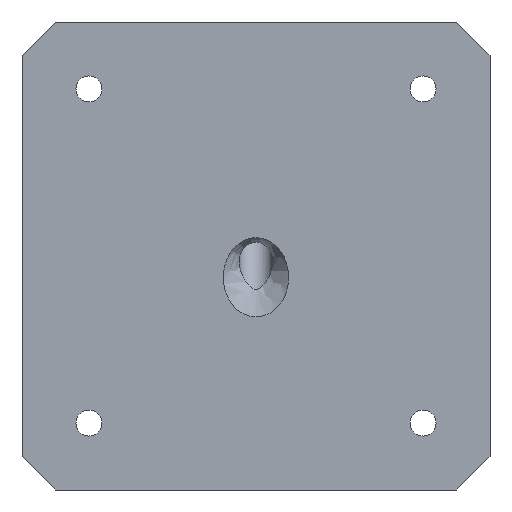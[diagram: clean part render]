
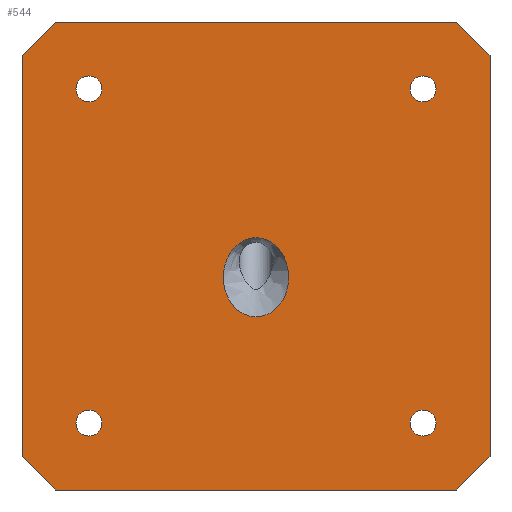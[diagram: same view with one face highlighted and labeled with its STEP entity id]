
A CAD part, front view. The second image highlights one B-rep face of the part: STEP entity #544.
In plain terms, the highlighted planar face has unit normal (0, -1, 0).
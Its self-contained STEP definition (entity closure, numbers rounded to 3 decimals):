
#23=FACE_BOUND('',#115,.T.);
#24=FACE_BOUND('',#116,.T.);
#25=FACE_BOUND('',#117,.T.);
#26=FACE_BOUND('',#118,.T.);
#27=FACE_BOUND('',#119,.T.);
#35=PLANE('',#600);
#58=CIRCLE('',#601,1.55);
#59=CIRCLE('',#602,1.55);
#60=CIRCLE('',#603,1.55);
#61=CIRCLE('',#604,1.55);
#81=FACE_OUTER_BOUND('',#114,.T.);
#114=EDGE_LOOP('',(#401,#402,#403,#404,#405,#406,#407,#408));
#115=EDGE_LOOP('',(#409));
#116=EDGE_LOOP('',(#410));
#117=EDGE_LOOP('',(#411));
#118=EDGE_LOOP('',(#412));
#119=EDGE_LOOP('',(#413));
#159=B_SPLINE_CURVE_WITH_KNOTS('',3,(#928,#929,#930,#931,#932,#933,#934,
#935,#936,#937,#938,#939,#940,#941,#942,#943,#944,#945,#946,#947,#948,#949,
#950,#951),.UNSPECIFIED.,.T.,.F.,(4,1,1,1,1,1,1,1,1,1,1,1,1,1,1,1,1,1,1,
1,1,4),(-3.142,-2.917,-2.693,-2.468,
-2.244,-1.795,-1.346,-0.898,
-0.673,-0.449,-0.15,0.15,
0.449,0.748,1.047,1.346,1.795,
2.244,2.468,2.693,2.917,3.142),
 .UNSPECIFIED.);
#162=LINE('',#959,#217);
#163=LINE('',#961,#218);
#164=LINE('',#963,#219);
#165=LINE('',#965,#220);
#166=LINE('',#967,#221);
#167=LINE('',#969,#222);
#168=LINE('',#971,#223);
#169=LINE('',#972,#224);
#217=VECTOR('',#656,10.);
#218=VECTOR('',#657,10.);
#219=VECTOR('',#658,10.);
#220=VECTOR('',#659,10.);
#221=VECTOR('',#660,10.);
#222=VECTOR('',#661,10.);
#223=VECTOR('',#662,10.);
#224=VECTOR('',#663,10.);
#270=VERTEX_POINT('',#896);
#274=VERTEX_POINT('',#957);
#275=VERTEX_POINT('',#958);
#276=VERTEX_POINT('',#960);
#277=VERTEX_POINT('',#962);
#278=VERTEX_POINT('',#964);
#279=VERTEX_POINT('',#966);
#280=VERTEX_POINT('',#968);
#281=VERTEX_POINT('',#970);
#282=VERTEX_POINT('',#973);
#283=VERTEX_POINT('',#975);
#284=VERTEX_POINT('',#977);
#285=VERTEX_POINT('',#979);
#319=EDGE_CURVE('',#270,#270,#159,.T.);
#322=EDGE_CURVE('',#274,#275,#162,.T.);
#323=EDGE_CURVE('',#276,#274,#163,.T.);
#324=EDGE_CURVE('',#277,#276,#164,.T.);
#325=EDGE_CURVE('',#278,#277,#165,.T.);
#326=EDGE_CURVE('',#279,#278,#166,.T.);
#327=EDGE_CURVE('',#280,#279,#167,.T.);
#328=EDGE_CURVE('',#281,#280,#168,.T.);
#329=EDGE_CURVE('',#275,#281,#169,.T.);
#330=EDGE_CURVE('',#282,#282,#58,.T.);
#331=EDGE_CURVE('',#283,#283,#59,.T.);
#332=EDGE_CURVE('',#284,#284,#60,.T.);
#333=EDGE_CURVE('',#285,#285,#61,.T.);
#401=ORIENTED_EDGE('',*,*,#322,.F.);
#402=ORIENTED_EDGE('',*,*,#323,.F.);
#403=ORIENTED_EDGE('',*,*,#324,.F.);
#404=ORIENTED_EDGE('',*,*,#325,.F.);
#405=ORIENTED_EDGE('',*,*,#326,.F.);
#406=ORIENTED_EDGE('',*,*,#327,.F.);
#407=ORIENTED_EDGE('',*,*,#328,.F.);
#408=ORIENTED_EDGE('',*,*,#329,.F.);
#409=ORIENTED_EDGE('',*,*,#330,.F.);
#410=ORIENTED_EDGE('',*,*,#331,.F.);
#411=ORIENTED_EDGE('',*,*,#332,.F.);
#412=ORIENTED_EDGE('',*,*,#333,.F.);
#413=ORIENTED_EDGE('',*,*,#319,.F.);
#544=ADVANCED_FACE('',(#81,#23,#24,#25,#26,#27),#35,.F.);
#600=AXIS2_PLACEMENT_3D('',#956,#654,#655);
#601=AXIS2_PLACEMENT_3D('',#974,#664,#665);
#602=AXIS2_PLACEMENT_3D('',#976,#666,#667);
#603=AXIS2_PLACEMENT_3D('',#978,#668,#669);
#604=AXIS2_PLACEMENT_3D('',#980,#670,#671);
#654=DIRECTION('center_axis',(0.,1.,0.));
#655=DIRECTION('ref_axis',(0.,0.,1.));
#656=DIRECTION('',(0.707,0.,-0.707));
#657=DIRECTION('',(1.,0.,0.));
#658=DIRECTION('',(0.707,0.,0.707));
#659=DIRECTION('',(0.,0.,1.));
#660=DIRECTION('',(-0.707,0.,0.707));
#661=DIRECTION('',(-1.,0.,0.));
#662=DIRECTION('',(-0.707,0.,-0.707));
#663=DIRECTION('',(0.,0.,-1.));
#664=DIRECTION('center_axis',(0.,-1.,0.));
#665=DIRECTION('ref_axis',(1.,0.,0.));
#666=DIRECTION('center_axis',(0.,-1.,0.));
#667=DIRECTION('ref_axis',(1.,0.,0.));
#668=DIRECTION('center_axis',(0.,-1.,0.));
#669=DIRECTION('ref_axis',(1.,0.,0.));
#670=DIRECTION('center_axis',(0.,-1.,0.));
#671=DIRECTION('ref_axis',(1.,0.,0.));
#896=CARTESIAN_POINT('',(0.,0.,-7.273));
#928=CARTESIAN_POINT('Ctrl Pts',(0.,0.,-7.273));
#929=CARTESIAN_POINT('Ctrl Pts',(0.351,0.,-7.273));
#930=CARTESIAN_POINT('Ctrl Pts',(1.051,0.,-7.158));
#931=CARTESIAN_POINT('Ctrl Pts',(1.969,0.,-6.695));
#932=CARTESIAN_POINT('Ctrl Pts',(2.699,0.,-6.037));
#933=CARTESIAN_POINT('Ctrl Pts',(3.428,0.,-4.993));
#934=CARTESIAN_POINT('Ctrl Pts',(3.925,0.,-3.492));
#935=CARTESIAN_POINT('Ctrl Pts',(3.925,0.,-1.596));
#936=CARTESIAN_POINT('Ctrl Pts',(3.429,0.,-0.095));
#937=CARTESIAN_POINT('Ctrl Pts',(2.699,0.,0.949));
#938=CARTESIAN_POINT('Ctrl Pts',(1.888,0.,1.68));
#939=CARTESIAN_POINT('Ctrl Pts',(0.725,0.,2.207));
#940=CARTESIAN_POINT('Ctrl Pts',(-0.725,0.,2.208));
#941=CARTESIAN_POINT('Ctrl Pts',(-1.994,0.,1.631));
#942=CARTESIAN_POINT('Ctrl Pts',(-2.924,0.,0.712));
#943=CARTESIAN_POINT('Ctrl Pts',(-3.538,0.,-0.395));
#944=CARTESIAN_POINT('Ctrl Pts',(-3.925,0.,-1.807));
#945=CARTESIAN_POINT('Ctrl Pts',(-3.925,0.,-3.492));
#946=CARTESIAN_POINT('Ctrl Pts',(-3.429,0.,-4.993));
#947=CARTESIAN_POINT('Ctrl Pts',(-2.699,0.,-6.037));
#948=CARTESIAN_POINT('Ctrl Pts',(-1.969,0.,-6.695));
#949=CARTESIAN_POINT('Ctrl Pts',(-1.051,0.,-7.158));
#950=CARTESIAN_POINT('Ctrl Pts',(-0.351,0.,-7.273));
#951=CARTESIAN_POINT('Ctrl Pts',(0.,0.,-7.273));
#956=CARTESIAN_POINT('Origin',(0.,0.,0.));
#957=CARTESIAN_POINT('',(24.,0.,28.));
#958=CARTESIAN_POINT('',(28.,0.,24.));
#959=CARTESIAN_POINT('',(26.,0.,26.));
#960=CARTESIAN_POINT('',(-24.,0.,28.));
#961=CARTESIAN_POINT('',(-28.,0.,28.));
#962=CARTESIAN_POINT('',(-28.,0.,24.));
#963=CARTESIAN_POINT('',(-26.,0.,26.));
#964=CARTESIAN_POINT('',(-28.,0.,-24.));
#965=CARTESIAN_POINT('',(-28.,0.,-28.));
#966=CARTESIAN_POINT('',(-24.,0.,-28.));
#967=CARTESIAN_POINT('',(-26.,0.,-26.));
#968=CARTESIAN_POINT('',(24.,0.,-28.));
#969=CARTESIAN_POINT('',(28.,0.,-28.));
#970=CARTESIAN_POINT('',(28.,0.,-24.));
#971=CARTESIAN_POINT('',(26.,0.,-26.));
#972=CARTESIAN_POINT('',(28.,0.,28.));
#973=CARTESIAN_POINT('',(18.45,0.,-20.));
#974=CARTESIAN_POINT('Origin',(20.,0.,-20.));
#975=CARTESIAN_POINT('',(18.45,0.,20.));
#976=CARTESIAN_POINT('Origin',(20.,0.,20.));
#977=CARTESIAN_POINT('',(-21.55,0.,-20.));
#978=CARTESIAN_POINT('Origin',(-20.,0.,-20.));
#979=CARTESIAN_POINT('',(-21.55,0.,20.));
#980=CARTESIAN_POINT('Origin',(-20.,0.,20.));
